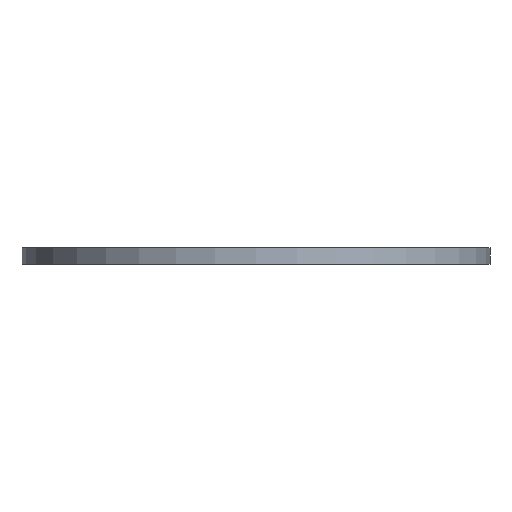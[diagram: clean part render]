
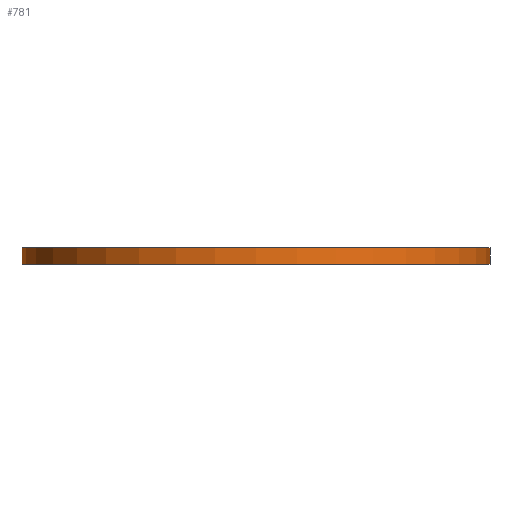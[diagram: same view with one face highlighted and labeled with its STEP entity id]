
A CAD part, front view. The second image highlights one B-rep face of the part: STEP entity #781.
In plain terms, the highlighted cylindrical face has radius 129.095 mm (diameter 258.191 mm), a partial arc.
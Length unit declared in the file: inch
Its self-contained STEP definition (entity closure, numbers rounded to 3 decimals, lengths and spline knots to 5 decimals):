
#42 = DIRECTION ( 'NONE',  ( 0., 0., 1. ) ) ;
#62 = EDGE_CURVE ( 'NONE', #887, #926, #1173, .T. ) ;
#99 = VECTOR ( 'NONE', #42, 39.37008 ) ;
#118 = DIRECTION ( 'NONE',  ( 1., 0., 0. ) ) ;
#121 = EDGE_CURVE ( 'NONE', #307, #126, #976, .T. ) ;
#126 = VERTEX_POINT ( 'NONE', #206 ) ;
#189 = DIRECTION ( 'NONE',  ( 1., 0., 0. ) ) ;
#201 = DIRECTION ( 'NONE',  ( 0., 0., 1. ) ) ;
#206 = CARTESIAN_POINT ( 'NONE',  ( 5.0825, 0., 0.02 ) ) ;
#268 = ORIENTED_EDGE ( 'NONE', *, *, #121, .F. ) ;
#283 = CARTESIAN_POINT ( 'NONE',  ( 0., 0., -0.332 ) ) ;
#306 = LINE ( 'NONE', #310, #99 ) ;
#307 = VERTEX_POINT ( 'NONE', #1103 ) ;
#310 = CARTESIAN_POINT ( 'NONE',  ( 5.0825, 0., 0. ) ) ;
#413 = AXIS2_PLACEMENT_3D ( 'NONE', #880, #854, #774 ) ;
#498 = FACE_OUTER_BOUND ( 'NONE', #876, .T. ) ;
#502 = DIRECTION ( 'NONE',  ( 0., 0., 1. ) ) ;
#523 = EDGE_CURVE ( 'NONE', #926, #126, #306, .T. ) ;
#552 = CYLINDRICAL_SURFACE ( 'NONE', #701, 5.0825 ) ;
#559 = ORIENTED_EDGE ( 'NONE', *, *, #62, .T. ) ;
#573 = EDGE_CURVE ( 'NONE', #887, #307, #693, .T. ) ;
#594 = CARTESIAN_POINT ( 'NONE',  ( -5.0825, 0., 0. ) ) ;
#634 = AXIS2_PLACEMENT_3D ( 'NONE', #283, #201, #118 ) ;
#693 = LINE ( 'NONE', #594, #1115 ) ;
#701 = AXIS2_PLACEMENT_3D ( 'NONE', #1044, #1049, #189 ) ;
#774 = DIRECTION ( 'NONE',  ( 1., 0., 0. ) ) ;
#781 = ADVANCED_FACE ( 'NONE', ( #498 ), #552, .T. ) ;
#854 = DIRECTION ( 'NONE',  ( 0., 0., 1. ) ) ;
#876 = EDGE_LOOP ( 'NONE', ( #909, #559, #1026, #268 ) ) ;
#880 = CARTESIAN_POINT ( 'NONE',  ( 0., 0., 0.02 ) ) ;
#887 = VERTEX_POINT ( 'NONE', #983 ) ;
#889 = CARTESIAN_POINT ( 'NONE',  ( 5.0825, 0., -0.332 ) ) ;
#909 = ORIENTED_EDGE ( 'NONE', *, *, #573, .F. ) ;
#926 = VERTEX_POINT ( 'NONE', #889 ) ;
#976 = CIRCLE ( 'NONE', #413, 5.0825 ) ;
#983 = CARTESIAN_POINT ( 'NONE',  ( -5.0825, 0., -0.332 ) ) ;
#1026 = ORIENTED_EDGE ( 'NONE', *, *, #523, .T. ) ;
#1044 = CARTESIAN_POINT ( 'NONE',  ( 0., 0., 0. ) ) ;
#1049 = DIRECTION ( 'NONE',  ( 0., 0., 1. ) ) ;
#1103 = CARTESIAN_POINT ( 'NONE',  ( -5.0825, 0., 0.02 ) ) ;
#1115 = VECTOR ( 'NONE', #502, 39.37008 ) ;
#1173 = CIRCLE ( 'NONE', #634, 5.0825 ) ;
